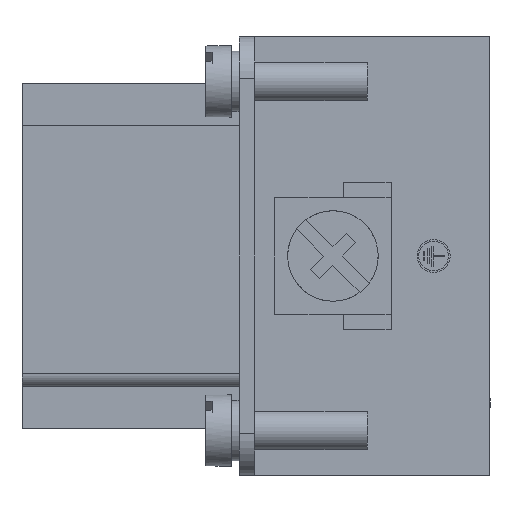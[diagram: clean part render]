
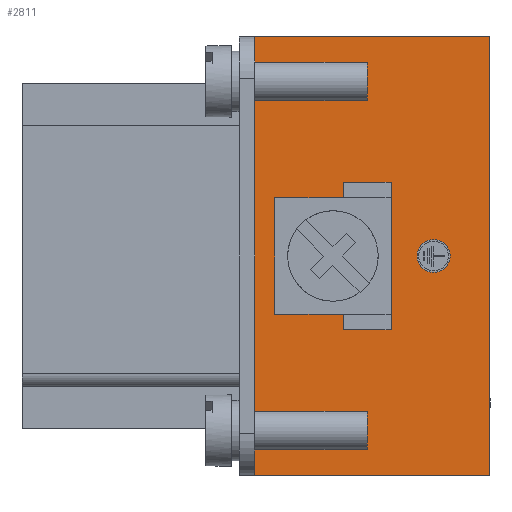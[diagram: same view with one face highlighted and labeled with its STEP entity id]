
A CAD part, left-side view. The second image highlights one B-rep face of the part: STEP entity #2811.
In plain terms, the highlighted planar face has unit normal (-1, 0, 0).
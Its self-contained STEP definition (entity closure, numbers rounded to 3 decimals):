
#1928=FACE_BOUND('',#4513,.T.);
#1929=FACE_BOUND('',#4514,.T.);
#1930=FACE_BOUND('',#4515,.T.);
#2217=CIRCLE('',#13637,1.28);
#2811=ADVANCED_FACE('',(#1928,#1929,#1930),#3299,.T.);
#3299=PLANE('',#13672);
#4513=EDGE_LOOP('',(#7136));
#4514=EDGE_LOOP('',(#7137,#7138,#7139,#7140,#7141,#7142,#7143,#7144));
#4515=EDGE_LOOP('',(#7145,#7146,#7147,#7148));
#7136=ORIENTED_EDGE('',*,*,#9923,.T.);
#7137=ORIENTED_EDGE('',*,*,#9995,.T.);
#7138=ORIENTED_EDGE('',*,*,#9980,.T.);
#7139=ORIENTED_EDGE('',*,*,#9984,.T.);
#7140=ORIENTED_EDGE('',*,*,#9985,.T.);
#7141=ORIENTED_EDGE('',*,*,#9988,.T.);
#7142=ORIENTED_EDGE('',*,*,#9989,.T.);
#7143=ORIENTED_EDGE('',*,*,#9991,.T.);
#7144=ORIENTED_EDGE('',*,*,#9993,.T.);
#7145=ORIENTED_EDGE('',*,*,#9996,.T.);
#7146=ORIENTED_EDGE('',*,*,#9997,.T.);
#7147=ORIENTED_EDGE('',*,*,#9998,.T.);
#7148=ORIENTED_EDGE('',*,*,#9999,.T.);
#8491=VERTEX_POINT('',#19520);
#8532=VERTEX_POINT('',#19644);
#8533=VERTEX_POINT('',#19645);
#8534=VERTEX_POINT('',#19650);
#8535=VERTEX_POINT('',#19654);
#8536=VERTEX_POINT('',#19658);
#8537=VERTEX_POINT('',#19662);
#8538=VERTEX_POINT('',#19666);
#8539=VERTEX_POINT('',#19670);
#8540=VERTEX_POINT('',#19676);
#8541=VERTEX_POINT('',#19677);
#8542=VERTEX_POINT('',#19679);
#8543=VERTEX_POINT('',#19681);
#9923=EDGE_CURVE('',#8491,#8491,#2217,.T.);
#9980=EDGE_CURVE('',#8532,#8533,#11213,.T.);
#9984=EDGE_CURVE('',#8533,#8534,#11217,.T.);
#9985=EDGE_CURVE('',#8534,#8535,#11218,.T.);
#9988=EDGE_CURVE('',#8535,#8536,#11221,.T.);
#9989=EDGE_CURVE('',#8536,#8537,#11222,.T.);
#9991=EDGE_CURVE('',#8537,#8538,#11224,.T.);
#9993=EDGE_CURVE('',#8538,#8539,#11226,.T.);
#9995=EDGE_CURVE('',#8539,#8532,#11228,.T.);
#9996=EDGE_CURVE('',#8540,#8541,#11229,.T.);
#9997=EDGE_CURVE('',#8541,#8542,#11230,.T.);
#9998=EDGE_CURVE('',#8542,#8543,#11231,.T.);
#9999=EDGE_CURVE('',#8543,#8540,#11232,.T.);
#11213=LINE('',#19643,#12436);
#11217=LINE('',#19651,#12440);
#11218=LINE('',#19653,#12441);
#11221=LINE('',#19659,#12444);
#11222=LINE('',#19661,#12445);
#11224=LINE('',#19665,#12447);
#11226=LINE('',#19669,#12449);
#11228=LINE('',#19673,#12451);
#11229=LINE('',#19675,#12452);
#11230=LINE('',#19678,#12453);
#11231=LINE('',#19680,#12454);
#11232=LINE('',#19682,#12455);
#12436=VECTOR('',#16464,1.);
#12440=VECTOR('',#16470,1.);
#12441=VECTOR('',#16473,1.);
#12444=VECTOR('',#16478,1.);
#12445=VECTOR('',#16481,1.);
#12447=VECTOR('',#16485,1.);
#12449=VECTOR('',#16489,1.);
#12451=VECTOR('',#16493,1.);
#12452=VECTOR('',#16496,1.);
#12453=VECTOR('',#16497,1.);
#12454=VECTOR('',#16498,1.);
#12455=VECTOR('',#16499,1.);
#13637=AXIS2_PLACEMENT_3D('',#19519,#16362,#16363);
#13672=AXIS2_PLACEMENT_3D('',#19683,#16500,#16501);
#16362=DIRECTION('',(1.,0.,0.));
#16363=DIRECTION('',(0.,1.,0.));
#16464=DIRECTION('',(0.,0.,1.));
#16470=DIRECTION('',(0.,1.,0.));
#16473=DIRECTION('',(0.,0.,1.));
#16478=DIRECTION('',(0.,-1.,0.));
#16481=DIRECTION('',(0.,0.,1.));
#16485=DIRECTION('',(0.,-1.,0.));
#16489=DIRECTION('',(0.,0.,-1.));
#16493=DIRECTION('',(0.,1.,0.));
#16496=DIRECTION('',(0.,0.,-1.));
#16497=DIRECTION('',(0.,-1.,0.));
#16498=DIRECTION('',(0.,0.,1.));
#16499=DIRECTION('',(0.,1.,0.));
#16500=DIRECTION('',(-1.,0.,0.));
#16501=DIRECTION('',(0.,0.,-1.));
#19519=CARTESIAN_POINT('',(-31.726,-13.836,0.007));
#19520=CARTESIAN_POINT('',(-31.726,-12.556,0.007));
#19643=CARTESIAN_POINT('',(-31.726,-6.85,-5.693));
#19644=CARTESIAN_POINT('',(-31.726,-6.85,-5.693));
#19645=CARTESIAN_POINT('',(-31.726,-6.85,-4.493));
#19650=CARTESIAN_POINT('',(-31.726,-1.55,-4.493));
#19651=CARTESIAN_POINT('',(-31.726,-6.85,-4.493));
#19653=CARTESIAN_POINT('',(-31.726,-1.55,-4.493));
#19654=CARTESIAN_POINT('',(-31.726,-1.55,4.507));
#19658=CARTESIAN_POINT('',(-31.726,-6.85,4.507));
#19659=CARTESIAN_POINT('',(-31.726,-1.55,4.507));
#19661=CARTESIAN_POINT('',(-31.726,-6.85,4.507));
#19662=CARTESIAN_POINT('',(-31.726,-6.85,5.707));
#19665=CARTESIAN_POINT('',(-31.726,-6.85,5.707));
#19666=CARTESIAN_POINT('',(-31.726,-10.55,5.707));
#19669=CARTESIAN_POINT('',(-31.726,-10.55,5.707));
#19670=CARTESIAN_POINT('',(-31.726,-10.55,-5.693));
#19673=CARTESIAN_POINT('',(-31.726,-10.55,-5.693));
#19675=CARTESIAN_POINT('',(-31.726,0.,17.007));
#19676=CARTESIAN_POINT('',(-31.726,0.,17.007));
#19677=CARTESIAN_POINT('',(-31.726,0.,-16.993));
#19678=CARTESIAN_POINT('',(-31.726,0.,-16.993));
#19679=CARTESIAN_POINT('',(-31.726,-18.2,-16.993));
#19680=CARTESIAN_POINT('',(-31.726,-18.2,-16.993));
#19681=CARTESIAN_POINT('',(-31.726,-18.2,17.007));
#19682=CARTESIAN_POINT('',(-31.726,-18.2,17.007));
#19683=CARTESIAN_POINT('',(-31.726,4.197,17.957));
